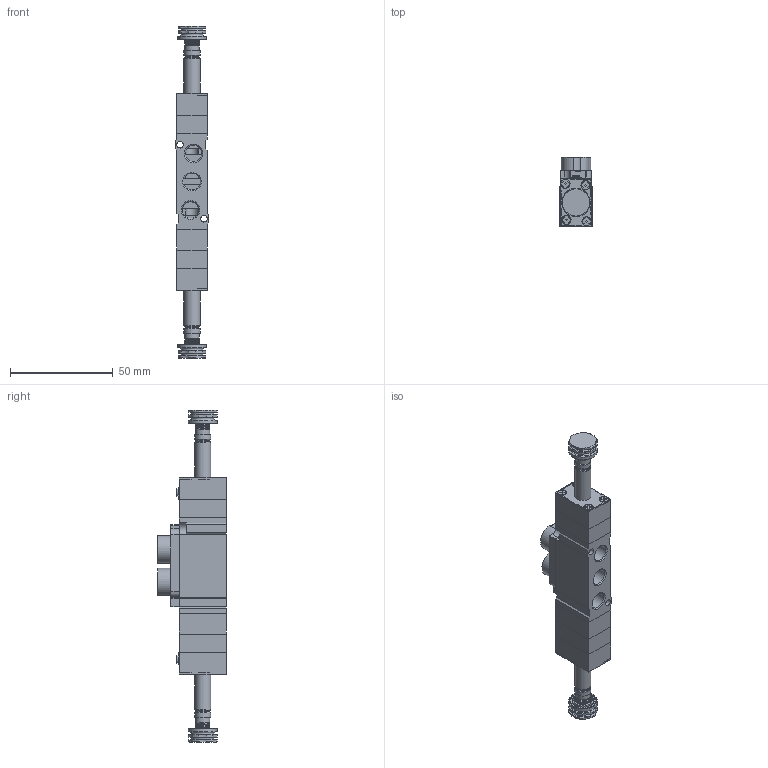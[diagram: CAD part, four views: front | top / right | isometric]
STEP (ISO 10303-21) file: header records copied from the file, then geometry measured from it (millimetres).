
FILE_DESCRIPTION(/* description */ (''),/* implementation_level */ '2;1');
FILE_NAME(/* name */ 'YPC-SCE333D-F5-P.stp',/* time_stamp */ '2017-10-27T10:30:09+02:00',/* author */ (''),/* organization */ (''),/* preprocessor_version */ 'ST-DEVELOPER v15.2',/* originating_system */ 'Autodesk Translator Framework v2.0.0.5431',/* authorisation */ '');
FILE_SCHEMA (('AUTOMOTIVE_DESIGN { 1 0 10303 214 3 1 1 }'));
Length unit declared in the file: centimetre
Products named in the file (1): (Unsaved)
Bounding box: 16.2 x 33.5 x 161.5 mm (x, y, z)
Volume: 35847 mm3; surface area: 21598.3 mm2
Topology: 19 solids, 19 shells, 646 faces, 1750 edges, 1176 vertices
Faces by surface type: plane 407, cylinder 196, cone 25, torus 14, bspline 4
Full cylindrical faces by diameter (mm): 1.5 x3, 2.6 x2, 3 x2, 3.2 x2, 3.6 x2, 4 x2, 4.3 x8, 4.5 x8, 5.4 x2, 5.5 x2, 6.15 x2, 6.5 x2, 6.8 x2, 7 x22, 7.8 x6, 8 x3, 8.5 x2, 8.6 x2, 10.6 x2, 14 x2
Entity records: 22465 total; most frequent: CARTESIAN_POINT 6887, ORIENTED_EDGE 3246, DIRECTION 3051, EDGE_CURVE 1623, VERTEX_POINT 1159, LINE 1027, VECTOR 1027, AXIS2_PLACEMENT_3D 1012
